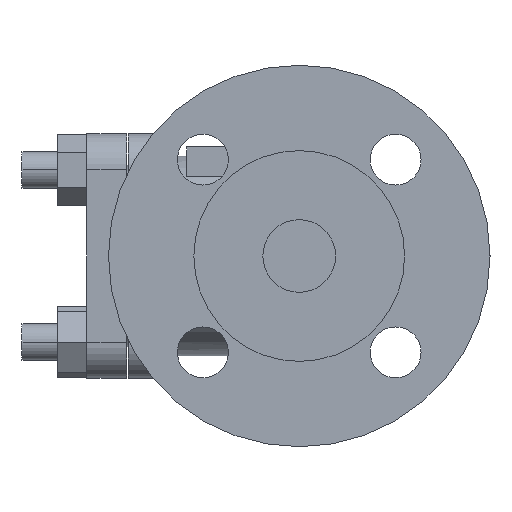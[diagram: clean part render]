
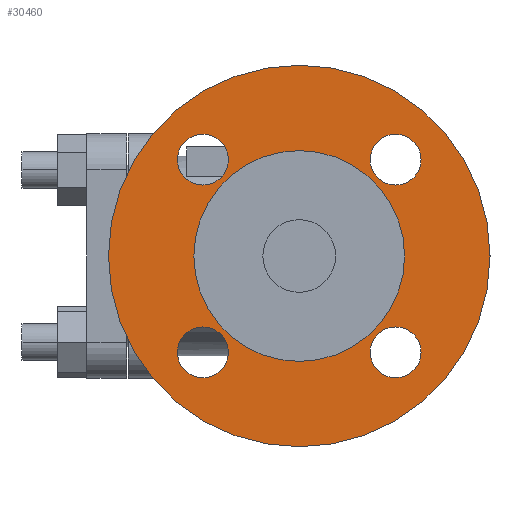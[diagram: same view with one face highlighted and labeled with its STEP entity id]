
A CAD part, left-side view. The second image highlights one B-rep face of the part: STEP entity #30460.
In plain terms, the highlighted planar face has unit normal (-1, 0, 0).
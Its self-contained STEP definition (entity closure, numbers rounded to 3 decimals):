
#6880=CARTESIAN_POINT('',(2.,0.,-52.5));
#6890=VERTEX_POINT('',#6880);
#7050=CARTESIAN_POINT('',(2.,0.,52.5));
#7060=VERTEX_POINT('',#7050);
#7090=CARTESIAN_POINT('',(2.,0.,0.));
#7100=DIRECTION('',(1.,0.,0.));
#7110=DIRECTION('',(0.,0.,-1.));
#7120=AXIS2_PLACEMENT_3D('',#7090,#7100,#7110);
#7130=CIRCLE('',#7120,52.5);
#7140=EDGE_CURVE('',#6890,#7060,#7130,.T.);
#7300=CARTESIAN_POINT('',(2.,26.517,-19.517));
#7310=VERTEX_POINT('',#7300);
#7470=CARTESIAN_POINT('',(2.,26.517,-33.517));
#7480=VERTEX_POINT('',#7470);
#7510=CARTESIAN_POINT('',(2.,26.517,-26.517));
#7520=DIRECTION('',(-1.,0.,0.));
#7530=DIRECTION('',(0.,0.,-1.));
#7540=AXIS2_PLACEMENT_3D('',#7510,#7520,#7530);
#7550=CIRCLE('',#7540,7.);
#7560=EDGE_CURVE('',#7310,#7480,#7550,.T.);
#7720=CARTESIAN_POINT('',(2.,-26.517,-33.517));
#7730=VERTEX_POINT('',#7720);
#7890=CARTESIAN_POINT('',(2.,-26.517,-19.517));
#7900=VERTEX_POINT('',#7890);
#7930=CARTESIAN_POINT('',(2.,-26.517,-26.517));
#7940=DIRECTION('',(-1.,0.,0.));
#7950=DIRECTION('',(0.,0.,-1.));
#7960=AXIS2_PLACEMENT_3D('',#7930,#7940,#7950);
#7970=CIRCLE('',#7960,7.);
#7980=EDGE_CURVE('',#7730,#7900,#7970,.T.);
#8140=CARTESIAN_POINT('',(2.,-26.517,19.517));
#8150=VERTEX_POINT('',#8140);
#8310=CARTESIAN_POINT('',(2.,-26.517,33.517));
#8320=VERTEX_POINT('',#8310);
#8350=CARTESIAN_POINT('',(2.,-26.517,26.517));
#8360=DIRECTION('',(-1.,0.,0.));
#8370=DIRECTION('',(0.,0.,-1.));
#8380=AXIS2_PLACEMENT_3D('',#8350,#8360,#8370);
#8390=CIRCLE('',#8380,7.);
#8400=EDGE_CURVE('',#8150,#8320,#8390,.T.);
#8560=CARTESIAN_POINT('',(2.,26.517,33.517));
#8570=VERTEX_POINT('',#8560);
#8600=CARTESIAN_POINT('',(2.,26.517,26.517));
#8610=DIRECTION('',(-1.,0.,0.));
#8620=DIRECTION('',(0.,0.,-1.));
#8630=AXIS2_PLACEMENT_3D('',#8600,#8610,#8620);
#8640=CIRCLE('',#8630,7.);
#8650=CARTESIAN_POINT('',(2.,26.517,19.517));
#8660=VERTEX_POINT('',#8650);
#8670=EDGE_CURVE('',#8660,#8570,#8640,.T.);
#8980=CARTESIAN_POINT('',(2.,-29.,0.));
#8990=VERTEX_POINT('',#8980);
#9150=CARTESIAN_POINT('',(2.,29.,0.));
#9160=VERTEX_POINT('',#9150);
#9190=CARTESIAN_POINT('',(2.,0.,0.));
#9200=DIRECTION('',(-1.,0.,0.));
#9210=DIRECTION('',(0.,1.,0.));
#9220=AXIS2_PLACEMENT_3D('',#9190,#9200,#9210);
#9230=CIRCLE('',#9220,29.);
#9240=EDGE_CURVE('',#8990,#9160,#9230,.T.);
#30110=CARTESIAN_POINT('',(2.,40.75,0.));
#30120=DIRECTION('',(1.,0.,0.));
#30130=DIRECTION('',(0.,-1.,0.));
#30140=AXIS2_PLACEMENT_3D('',#30110,#30120,#30130);
#30150=PLANE('',#30140);
#30160=EDGE_CURVE('',#7480,#7310,#7550,.T.);
#30170=ORIENTED_EDGE('',*,*,#30160,.F.);
#30180=ORIENTED_EDGE('',*,*,#7560,.F.);
#30190=EDGE_LOOP('',(#30180,#30170));
#30200=FACE_BOUND('',#30190,.T.);
#30210=EDGE_CURVE('',#7900,#7730,#7970,.T.);
#30220=ORIENTED_EDGE('',*,*,#30210,.F.);
#30230=ORIENTED_EDGE('',*,*,#7980,.F.);
#30240=EDGE_LOOP('',(#30230,#30220));
#30250=FACE_BOUND('',#30240,.T.);
#30260=EDGE_CURVE('',#8320,#8150,#8390,.T.);
#30270=ORIENTED_EDGE('',*,*,#30260,.F.);
#30280=ORIENTED_EDGE('',*,*,#8400,.F.);
#30290=EDGE_LOOP('',(#30280,#30270));
#30300=FACE_BOUND('',#30290,.T.);
#30310=ORIENTED_EDGE('',*,*,#8670,.F.);
#30320=EDGE_CURVE('',#8570,#8660,#8640,.T.);
#30330=ORIENTED_EDGE('',*,*,#30320,.F.);
#30340=EDGE_LOOP('',(#30330,#30310));
#30350=FACE_BOUND('',#30340,.T.);
#30360=EDGE_CURVE('',#7060,#6890,#7130,.T.);
#30370=ORIENTED_EDGE('',*,*,#30360,.F.);
#30380=ORIENTED_EDGE('',*,*,#7140,.F.);
#30390=EDGE_LOOP('',(#30380,#30370));
#30400=FACE_OUTER_BOUND('',#30390,.T.);
#30410=EDGE_CURVE('',#9160,#8990,#9230,.T.);
#30420=ORIENTED_EDGE('',*,*,#30410,.F.);
#30430=ORIENTED_EDGE('',*,*,#9240,.F.);
#30440=EDGE_LOOP('',(#30430,#30420));
#30450=FACE_BOUND('',#30440,.T.);
#30460=ADVANCED_FACE('',(#30200,#30250,#30300,#30350,#30400,#30450),
#30150,.F.);
